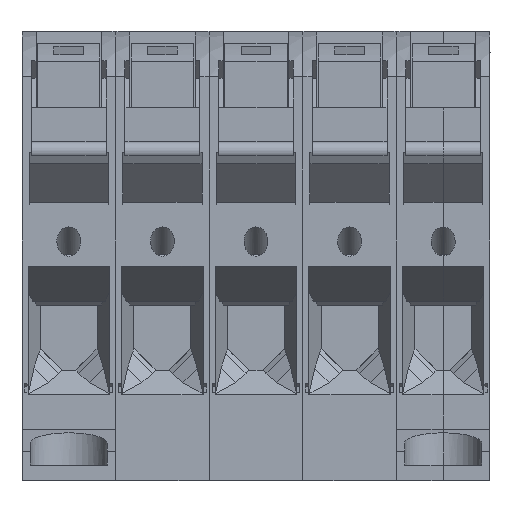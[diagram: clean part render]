
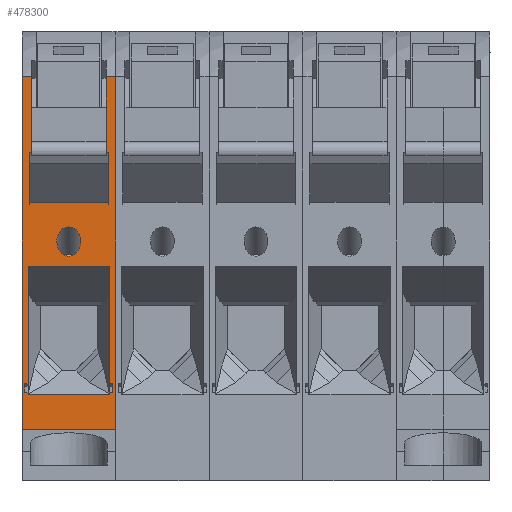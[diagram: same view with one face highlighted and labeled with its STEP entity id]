
A CAD part, front view. The second image highlights one B-rep face of the part: STEP entity #478300.
In plain terms, the highlighted face is planar.
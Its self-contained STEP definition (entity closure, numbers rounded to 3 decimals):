
#91800=CARTESIAN_POINT('',(65.,101.,
57.014));
#91810=DIRECTION('',(0.,1.,0.));
#91820=DIRECTION('',(0.,0.,-1.));
#91830=AXIS2_PLACEMENT_3D('',#91800,#91810,#91820);
#91840=PLANE('',#91830);
#117940=CARTESIAN_POINT('',(80.,101.,
10.97));
#117950=VERTEX_POINT('',#117940);
#117980=CARTESIAN_POINT('',(80.,101.,
13.476));
#117990=DIRECTION('',(0.,0.,-1.));
#118000=VECTOR('',#117990,1.);
#118010=LINE('',#117980,#118000);
#118020=CARTESIAN_POINT('',(80.,101.,
86.256));
#118030=VERTEX_POINT('',#118020);
#118040=EDGE_CURVE('',#118030,#117950,#118010,.T.);
#173480=CARTESIAN_POINT('',(82.,101.,
70.115));
#173490=VERTEX_POINT('',#173480);
#173540=CARTESIAN_POINT('',(20.,101.,
70.115));
#173550=DIRECTION('',(-1.,0.,0.));
#173560=VECTOR('',#173550,1.);
#173570=LINE('',#173540,#173560);
#173580=CARTESIAN_POINT('',(81.5,101.,
70.115));
#173590=VERTEX_POINT('',#173580);
#173600=EDGE_CURVE('',#173490,#173590,#173570,.T.);
#173820=CARTESIAN_POINT('',(98.5,101.,
70.115));
#173830=VERTEX_POINT('',#173820);
#173860=CARTESIAN_POINT('',(98.,101.,
70.115));
#173870=VERTEX_POINT('',#173860);
#173880=EDGE_CURVE('',#173830,#173870,#173570,.T.);
#267630=CARTESIAN_POINT('',(98.,101.,
13.476));
#267640=DIRECTION('',(0.,0.,1.));
#267650=VECTOR('',#267640,1.);
#267660=LINE('',#267630,#267650);
#267670=CARTESIAN_POINT('',(98.,101.,
86.256));
#267680=VERTEX_POINT('',#267670);
#267690=EDGE_CURVE('',#173870,#267680,#267660,.T.);
#268150=CARTESIAN_POINT('',(81.5,101.,
59.487));
#268160=VERTEX_POINT('',#268150);
#268520=CARTESIAN_POINT('',(81.5,101.,
13.476));
#268530=DIRECTION('',(0.,0.,-1.));
#268540=VECTOR('',#268530,1.);
#268550=LINE('',#268520,#268540);
#268560=EDGE_CURVE('',#173590,#268160,#268550,.T.);
#269460=CARTESIAN_POINT('',(98.5,101.,
59.487));
#269470=VERTEX_POINT('',#269460);
#269520=CARTESIAN_POINT('',(20.,101.,
59.487));
#269530=DIRECTION('',(1.,0.,0.));
#269540=VECTOR('',#269530,1.);
#269550=LINE('',#269520,#269540);
#269560=EDGE_CURVE('',#268160,#269470,#269550,.T.);
#270260=CARTESIAN_POINT('',(80.6,101.,
20.712));
#270270=VERTEX_POINT('',#270260);
#270300=CARTESIAN_POINT('',(80.6,101.,
13.476));
#270310=DIRECTION('',(0.,0.,1.));
#270320=VECTOR('',#270310,1.);
#270330=LINE('',#270300,#270320);
#270340=CARTESIAN_POINT('',(80.6,101.,
18.835));
#270350=VERTEX_POINT('',#270340);
#270360=EDGE_CURVE('',#270350,#270270,#270330,.T.);
#271500=CARTESIAN_POINT('',(81.3,101.,
18.835));
#271510=VERTEX_POINT('',#271500);
#271540=CARTESIAN_POINT('',(81.3,101.,
13.476));
#271550=DIRECTION('',(0.,0.,1.));
#271560=VECTOR('',#271550,1.);
#271570=LINE('',#271540,#271560);
#271580=CARTESIAN_POINT('',(81.3,101.,
18.335));
#271590=VERTEX_POINT('',#271580);
#271600=EDGE_CURVE('',#271590,#271510,#271570,.T.);
#271900=CARTESIAN_POINT('',(81.3,101.,
45.765));
#271910=VERTEX_POINT('',#271900);
#271940=CARTESIAN_POINT('',(81.3,101.,
20.712));
#271950=VERTEX_POINT('',#271940);
#271960=EDGE_CURVE('',#271950,#271910,#271570,.T.);
#273760=CARTESIAN_POINT('',(20.,101.,
18.335));
#273770=DIRECTION('',(1.,0.,0.));
#273780=VECTOR('',#273770,1.);
#273790=LINE('',#273760,#273780);
#273800=CARTESIAN_POINT('',(98.7,101.,
18.335));
#273810=VERTEX_POINT('',#273800);
#273820=EDGE_CURVE('',#271590,#273810,#273790,.T.);
#274100=CARTESIAN_POINT('',(98.7,101.,
20.712));
#274110=VERTEX_POINT('',#274100);
#274160=CARTESIAN_POINT('',(98.7,101.,
13.476));
#274170=DIRECTION('',(0.,0.,1.));
#274180=VECTOR('',#274170,1.);
#274190=LINE('',#274160,#274180);
#274200=CARTESIAN_POINT('',(98.7,101.,
45.765));
#274210=VERTEX_POINT('',#274200);
#274220=EDGE_CURVE('',#274110,#274210,#274190,.T.);
#274400=CARTESIAN_POINT('',(98.7,101.,
18.835));
#274410=VERTEX_POINT('',#274400);
#274420=EDGE_CURVE('',#273810,#274410,#274190,.T.);
#275030=CARTESIAN_POINT('',(99.4,101.,
18.835));
#275040=VERTEX_POINT('',#275030);
#275070=CARTESIAN_POINT('',(99.4,101.,
13.476));
#275080=DIRECTION('',(0.,0.,-1.));
#275090=VECTOR('',#275080,1.);
#275100=LINE('',#275070,#275090);
#275110=CARTESIAN_POINT('',(99.4,101.,
20.712));
#275120=VERTEX_POINT('',#275110);
#275130=EDGE_CURVE('',#275120,#275040,#275100,.T.);
#275430=CARTESIAN_POINT('',(20.,101.,
20.712));
#275440=DIRECTION('',(-1.,0.,0.));
#275450=VECTOR('',#275440,1.);
#275460=LINE('',#275430,#275450);
#275470=EDGE_CURVE('',#275120,#274110,#275460,.T.);
#275920=CARTESIAN_POINT('',(20.,101.,
18.835));
#275930=DIRECTION('',(1.,0.,0.));
#275940=VECTOR('',#275930,1.);
#275950=LINE('',#275920,#275940);
#275960=EDGE_CURVE('',#274410,#275040,#275950,.T.);
#277390=CARTESIAN_POINT('',(20.,101.,
45.765));
#277400=DIRECTION('',(1.,0.,0.));
#277410=VECTOR('',#277400,1.);
#277420=LINE('',#277390,#277410);
#277430=EDGE_CURVE('',#271910,#274210,#277420,.T.);
#281950=CARTESIAN_POINT('',(20.,101.,
18.835));
#281960=DIRECTION('',(1.,0.,0.));
#281970=VECTOR('',#281960,1.);
#281980=LINE('',#281950,#281970);
#281990=EDGE_CURVE('',#270350,#271510,#281980,.T.);
#282120=CARTESIAN_POINT('',(20.,101.,
20.712));
#282130=DIRECTION('',(-1.,0.,0.));
#282140=VECTOR('',#282130,1.);
#282150=LINE('',#282120,#282140);
#282160=EDGE_CURVE('',#271950,#270270,#282150,.T.);
#282410=CARTESIAN_POINT('',(87.45,101.,
51.075));
#282420=VERTEX_POINT('',#282410);
#282580=CARTESIAN_POINT('',(92.55,101.,
51.075));
#282590=VERTEX_POINT('',#282580);
#282620=CARTESIAN_POINT('',(90.,101.,
51.075));
#282630=DIRECTION('',(0.,1.,0.));
#282640=DIRECTION('',(0.,0.,1.));
#282650=AXIS2_PLACEMENT_3D('',#282620,#282630,#282640);
#282660=ELLIPSE('',#282650,3.113,2.55);
#282670=CARTESIAN_POINT('',(90.,101.,
54.188));
#282680=VERTEX_POINT('',#282670);
#282690=EDGE_CURVE('',#282680,#282590,#282660,.T.);
#282710=EDGE_CURVE('',#282420,#282680,#282660,.T.);
#284870=CARTESIAN_POINT('',(20.,101.,
10.97));
#284880=DIRECTION('',(-1.,0.,0.));
#284890=VECTOR('',#284880,1.);
#284900=LINE('',#284870,#284890);
#284910=CARTESIAN_POINT('',(100.,101.,
10.97));
#284920=VERTEX_POINT('',#284910);
#284930=EDGE_CURVE('',#284920,#117950,#284900,.T.);
#304490=CARTESIAN_POINT('',(100.,101.,
86.256));
#304500=VERTEX_POINT('',#304490);
#304530=CARTESIAN_POINT('',(100.,101.,
13.476));
#304540=DIRECTION('',(0.,0.,-1.));
#304550=VECTOR('',#304540,1.);
#304560=LINE('',#304530,#304550);
#304570=EDGE_CURVE('',#304500,#284920,#304560,.T.);
#307360=CARTESIAN_POINT('',(98.5,101.,
13.476));
#307370=DIRECTION('',(0.,0.,-1.));
#307380=VECTOR('',#307370,1.);
#307390=LINE('',#307360,#307380);
#307400=EDGE_CURVE('',#173830,#269470,#307390,.T.);
#347470=CARTESIAN_POINT('',(82.,101.,
86.256));
#347480=VERTEX_POINT('',#347470);
#347510=CARTESIAN_POINT('',(82.,101.,
13.476));
#347520=DIRECTION('',(0.,0.,-1.));
#347530=VECTOR('',#347520,1.);
#347540=LINE('',#347510,#347530);
#347550=EDGE_CURVE('',#347480,#173490,#347540,.T.);
#477900=ORIENTED_EDGE('',*,*,#282160,.T.);
#477910=ORIENTED_EDGE('',*,*,#271960,.F.);
#477920=ORIENTED_EDGE('',*,*,#277430,.F.);
#477930=ORIENTED_EDGE('',*,*,#274220,.T.);
#477940=ORIENTED_EDGE('',*,*,#275470,.T.);
#477950=ORIENTED_EDGE('',*,*,#275130,.F.);
#477960=ORIENTED_EDGE('',*,*,#275960,.T.);
#477970=ORIENTED_EDGE('',*,*,#274420,.T.);
#477980=ORIENTED_EDGE('',*,*,#273820,.T.);
#477990=ORIENTED_EDGE('',*,*,#271600,.F.);
#478000=ORIENTED_EDGE('',*,*,#281990,.T.);
#478010=ORIENTED_EDGE('',*,*,#270360,.F.);
#478020=EDGE_LOOP('',(#478010,#478000,#477990,#477980,#477970,#477960,
#477950,#477940,#477930,#477920,#477910,#477900));
#478030=FACE_BOUND('',#478020,.T.);
#478040=ORIENTED_EDGE('',*,*,#282690,.F.);
#478050=EDGE_CURVE('',#282590,#282420,#282660,.T.);
#478060=ORIENTED_EDGE('',*,*,#478050,.F.);
#478070=ORIENTED_EDGE('',*,*,#282710,.F.);
#478080=EDGE_LOOP('',(#478070,#478060,#478040));
#478090=FACE_BOUND('',#478080,.T.);
#478100=ORIENTED_EDGE('',*,*,#284930,.T.);
#478110=ORIENTED_EDGE('',*,*,#304570,.T.);
#478120=CARTESIAN_POINT('',(78.2,101.,
86.256));
#478130=DIRECTION('',(1.,0.,0.));
#478140=VECTOR('',#478130,1.);
#478150=LINE('',#478120,#478140);
#478160=EDGE_CURVE('',#267680,#304500,#478150,.T.);
#478170=ORIENTED_EDGE('',*,*,#478160,.T.);
#478180=ORIENTED_EDGE('',*,*,#267690,.T.);
#478190=ORIENTED_EDGE('',*,*,#173880,.T.);
#478200=ORIENTED_EDGE('',*,*,#307400,.F.);
#478210=ORIENTED_EDGE('',*,*,#269560,.T.);
#478220=ORIENTED_EDGE('',*,*,#268560,.T.);
#478230=ORIENTED_EDGE('',*,*,#173600,.T.);
#478240=ORIENTED_EDGE('',*,*,#347550,.T.);
#478250=EDGE_CURVE('',#118030,#347480,#478150,.T.);
#478260=ORIENTED_EDGE('',*,*,#478250,.T.);
#478270=ORIENTED_EDGE('',*,*,#118040,.F.);
#478280=EDGE_LOOP('',(#478270,#478260,#478240,#478230,#478220,#478210,
#478200,#478190,#478180,#478170,#478110,#478100));
#478290=FACE_OUTER_BOUND('',#478280,.T.);
#478300=ADVANCED_FACE('',(#478030,#478090,#478290),#91840,.T.);
